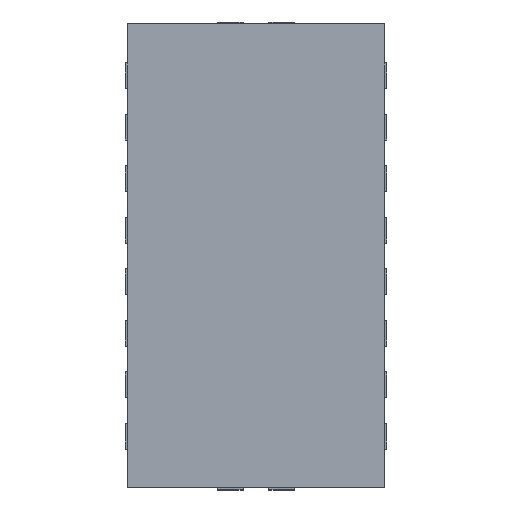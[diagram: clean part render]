
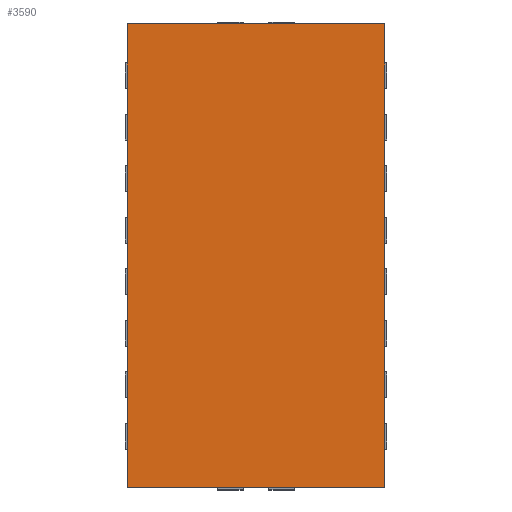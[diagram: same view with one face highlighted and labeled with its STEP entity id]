
A CAD part, top view. The second image highlights one B-rep face of the part: STEP entity #3590.
In plain terms, the highlighted planar face has unit normal (0, 0, 1).
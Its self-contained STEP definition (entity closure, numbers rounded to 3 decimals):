
#32 = PLANE('',#33);
#33 = AXIS2_PLACEMENT_3D('',#34,#35,#36);
#34 = CARTESIAN_POINT('',(-1.25,2.25,0.));
#35 = DIRECTION('',(0.,1.,0.));
#36 = DIRECTION('',(1.,0.,0.));
#57 = VERTEX_POINT('',#58);
#58 = CARTESIAN_POINT('',(-1.25,2.25,1.));
#72 = PLANE('',#73);
#73 = AXIS2_PLACEMENT_3D('',#74,#75,#76);
#74 = CARTESIAN_POINT('',(-1.25,-2.25,0.));
#75 = DIRECTION('',(-1.,0.,0.));
#76 = DIRECTION('',(0.,1.,0.));
#84 = EDGE_CURVE('',#57,#85,#87,.T.);
#85 = VERTEX_POINT('',#86);
#86 = CARTESIAN_POINT('',(1.25,2.25,1.));
#87 = SURFACE_CURVE('',#88,(#92,#99),.PCURVE_S1.);
#88 = LINE('',#89,#90);
#89 = CARTESIAN_POINT('',(-1.25,2.25,1.));
#90 = VECTOR('',#91,1.);
#91 = DIRECTION('',(1.,0.,0.));
#92 = PCURVE('',#32,#93);
#93 = DEFINITIONAL_REPRESENTATION('',(#94),#98);
#94 = LINE('',#95,#96);
#95 = CARTESIAN_POINT('',(0.,-1.));
#96 = VECTOR('',#97,1.);
#97 = DIRECTION('',(1.,0.));
#98 = ( GEOMETRIC_REPRESENTATION_CONTEXT(2) 
PARAMETRIC_REPRESENTATION_CONTEXT() REPRESENTATION_CONTEXT('2D SPACE',''
  ) );
#99 = PCURVE('',#100,#105);
#100 = PLANE('',#101);
#101 = AXIS2_PLACEMENT_3D('',#102,#103,#104);
#102 = CARTESIAN_POINT('',(0.,0.,1.));
#103 = DIRECTION('',(-0.,-0.,-1.));
#104 = DIRECTION('',(-1.,0.,0.));
#105 = DEFINITIONAL_REPRESENTATION('',(#106),#110);
#106 = LINE('',#107,#108);
#107 = CARTESIAN_POINT('',(1.25,2.25));
#108 = VECTOR('',#109,1.);
#109 = DIRECTION('',(-1.,0.));
#110 = ( GEOMETRIC_REPRESENTATION_CONTEXT(2) 
PARAMETRIC_REPRESENTATION_CONTEXT() REPRESENTATION_CONTEXT('2D SPACE',''
  ) );
#128 = PLANE('',#129);
#129 = AXIS2_PLACEMENT_3D('',#130,#131,#132);
#130 = CARTESIAN_POINT('',(1.25,2.25,0.));
#131 = DIRECTION('',(1.,0.,0.));
#132 = DIRECTION('',(0.,-1.,0.));
#1440 = PLANE('',#1441);
#1441 = AXIS2_PLACEMENT_3D('',#1442,#1443,#1444);
#1442 = CARTESIAN_POINT('',(1.25,-2.25,0.));
#1443 = DIRECTION('',(0.,-1.,0.));
#1444 = DIRECTION('',(-1.,0.,0.));
#2883 = EDGE_CURVE('',#85,#2884,#2886,.T.);
#2884 = VERTEX_POINT('',#2885);
#2885 = CARTESIAN_POINT('',(1.25,-2.25,1.));
#2886 = SURFACE_CURVE('',#2887,(#2891,#2898),.PCURVE_S1.);
#2887 = LINE('',#2888,#2889);
#2888 = CARTESIAN_POINT('',(1.25,2.25,1.));
#2889 = VECTOR('',#2890,1.);
#2890 = DIRECTION('',(0.,-1.,0.));
#2891 = PCURVE('',#128,#2892);
#2892 = DEFINITIONAL_REPRESENTATION('',(#2893),#2897);
#2893 = LINE('',#2894,#2895);
#2894 = CARTESIAN_POINT('',(0.,-1.));
#2895 = VECTOR('',#2896,1.);
#2896 = DIRECTION('',(1.,0.));
#2897 = ( GEOMETRIC_REPRESENTATION_CONTEXT(2) 
PARAMETRIC_REPRESENTATION_CONTEXT() REPRESENTATION_CONTEXT('2D SPACE',''
  ) );
#2898 = PCURVE('',#100,#2899);
#2899 = DEFINITIONAL_REPRESENTATION('',(#2900),#2904);
#2900 = LINE('',#2901,#2902);
#2901 = CARTESIAN_POINT('',(-1.25,2.25));
#2902 = VECTOR('',#2903,1.);
#2903 = DIRECTION('',(0.,-1.));
#2904 = ( GEOMETRIC_REPRESENTATION_CONTEXT(2) 
PARAMETRIC_REPRESENTATION_CONTEXT() REPRESENTATION_CONTEXT('2D SPACE',''
  ) );
#3590 = ADVANCED_FACE('',(#3591),#100,.F.);
#3591 = FACE_BOUND('',#3592,.F.);
#3592 = EDGE_LOOP('',(#3593,#3594,#3595,#3618));
#3593 = ORIENTED_EDGE('',*,*,#84,.T.);
#3594 = ORIENTED_EDGE('',*,*,#2883,.T.);
#3595 = ORIENTED_EDGE('',*,*,#3596,.T.);
#3596 = EDGE_CURVE('',#2884,#3597,#3599,.T.);
#3597 = VERTEX_POINT('',#3598);
#3598 = CARTESIAN_POINT('',(-1.25,-2.25,1.));
#3599 = SURFACE_CURVE('',#3600,(#3604,#3611),.PCURVE_S1.);
#3600 = LINE('',#3601,#3602);
#3601 = CARTESIAN_POINT('',(1.25,-2.25,1.));
#3602 = VECTOR('',#3603,1.);
#3603 = DIRECTION('',(-1.,0.,0.));
#3604 = PCURVE('',#100,#3605);
#3605 = DEFINITIONAL_REPRESENTATION('',(#3606),#3610);
#3606 = LINE('',#3607,#3608);
#3607 = CARTESIAN_POINT('',(-1.25,-2.25));
#3608 = VECTOR('',#3609,1.);
#3609 = DIRECTION('',(1.,0.));
#3610 = ( GEOMETRIC_REPRESENTATION_CONTEXT(2) 
PARAMETRIC_REPRESENTATION_CONTEXT() REPRESENTATION_CONTEXT('2D SPACE',''
  ) );
#3611 = PCURVE('',#1440,#3612);
#3612 = DEFINITIONAL_REPRESENTATION('',(#3613),#3617);
#3613 = LINE('',#3614,#3615);
#3614 = CARTESIAN_POINT('',(0.,-1.));
#3615 = VECTOR('',#3616,1.);
#3616 = DIRECTION('',(1.,0.));
#3617 = ( GEOMETRIC_REPRESENTATION_CONTEXT(2) 
PARAMETRIC_REPRESENTATION_CONTEXT() REPRESENTATION_CONTEXT('2D SPACE',''
  ) );
#3618 = ORIENTED_EDGE('',*,*,#3619,.T.);
#3619 = EDGE_CURVE('',#3597,#57,#3620,.T.);
#3620 = SURFACE_CURVE('',#3621,(#3625,#3632),.PCURVE_S1.);
#3621 = LINE('',#3622,#3623);
#3622 = CARTESIAN_POINT('',(-1.25,-2.25,1.));
#3623 = VECTOR('',#3624,1.);
#3624 = DIRECTION('',(0.,1.,0.));
#3625 = PCURVE('',#100,#3626);
#3626 = DEFINITIONAL_REPRESENTATION('',(#3627),#3631);
#3627 = LINE('',#3628,#3629);
#3628 = CARTESIAN_POINT('',(1.25,-2.25));
#3629 = VECTOR('',#3630,1.);
#3630 = DIRECTION('',(0.,1.));
#3631 = ( GEOMETRIC_REPRESENTATION_CONTEXT(2) 
PARAMETRIC_REPRESENTATION_CONTEXT() REPRESENTATION_CONTEXT('2D SPACE',''
  ) );
#3632 = PCURVE('',#72,#3633);
#3633 = DEFINITIONAL_REPRESENTATION('',(#3634),#3638);
#3634 = LINE('',#3635,#3636);
#3635 = CARTESIAN_POINT('',(0.,-1.));
#3636 = VECTOR('',#3637,1.);
#3637 = DIRECTION('',(1.,0.));
#3638 = ( GEOMETRIC_REPRESENTATION_CONTEXT(2) 
PARAMETRIC_REPRESENTATION_CONTEXT() REPRESENTATION_CONTEXT('2D SPACE',''
  ) );
